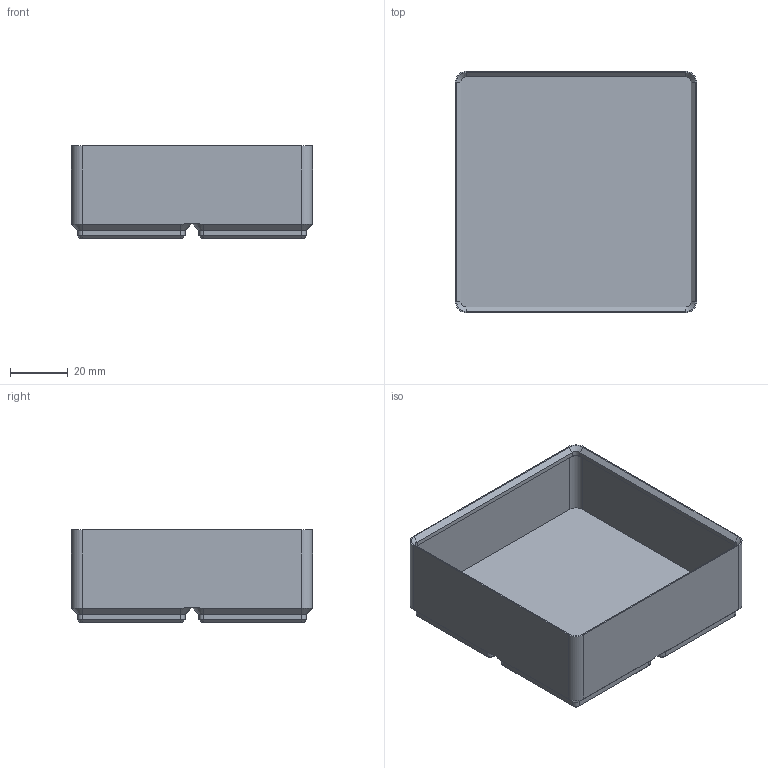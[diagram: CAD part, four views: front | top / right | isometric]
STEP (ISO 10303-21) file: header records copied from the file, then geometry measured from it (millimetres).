
FILE_DESCRIPTION(/* description */ (''),/* implementation_level */ '2;1');
FILE_NAME(/* name */ 'GF_LITE_Magnet_2x2x4.step',/* time_stamp */ '2023-01-08T14:54:25Z',/* author */ (''),/* organization */ (''),/* preprocessor_version */ 'ST-DEVELOPER v19.2',/* originating_system */ 'Autodesk Translation Framework v11.17.0.187',/* authorisation */ '');
FILE_SCHEMA (('AUTOMOTIVE_DESIGN { 1 0 10303 214 3 1 1 }'));
Length unit declared in the file: millimetre
Products named in the file (1): Block_Base
Bounding box: 83.5 x 83.5 x 32 mm (x, y, z)
Volume: 40835.9 mm3; surface area: 34519.7 mm2
Topology: 1 solids, 1 shells, 387 faces, 912 edges, 544 vertices
Faces by surface type: plane 287, cylinder 60, cone 40
Full cylindrical faces by diameter (mm): 3 x16, 6.5 x16
Entity records: 10899 total; most frequent: DIRECTION 1944, CARTESIAN_POINT 1860, ORIENTED_EDGE 1824, EDGE_CURVE 912, AXIS2_PLACEMENT_3D 652, LINE 640, VECTOR 640, VERTEX_POINT 544
